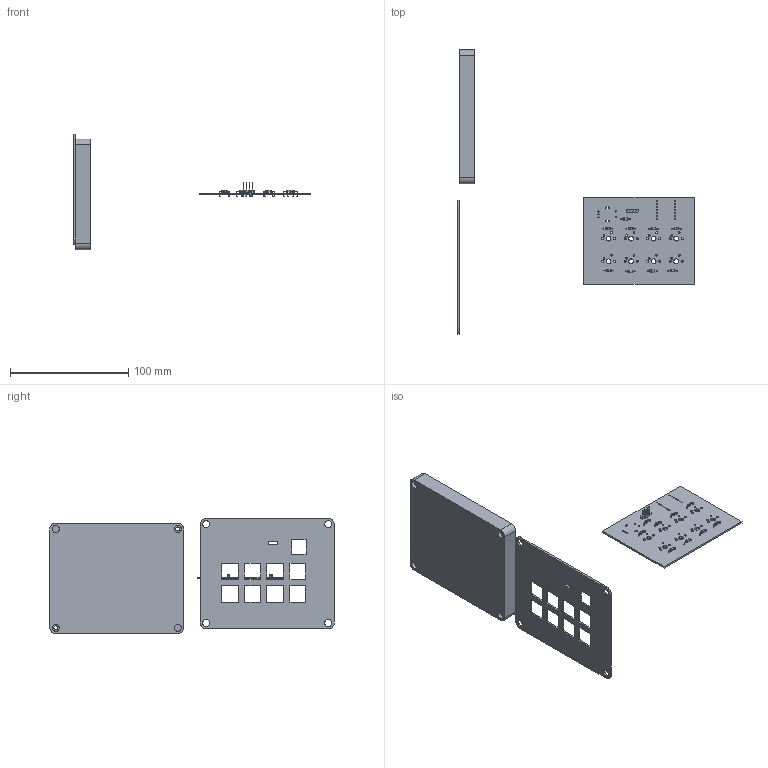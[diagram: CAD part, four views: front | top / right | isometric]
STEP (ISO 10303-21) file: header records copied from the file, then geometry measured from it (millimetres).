
FILE_DESCRIPTION(/* description */ (''),/* implementation_level */ '2;1');
FILE_NAME(/* name */ 'RS Macropad_full.step',/* time_stamp */ '2025-12-15T23:30:20+05:30',/* author */ (''),/* organization */ (''),/* preprocessor_version */ 'ST-DEVELOPER v20.1',/* originating_system */ 'Autodesk Translation Framework v14.21.0.0',/* authorisation */ '');
FILE_SCHEMA (('AUTOMOTIVE_DESIGN { 1 0 10303 214 3 1 1 }'));
Length unit declared in the file: millimetre
Products named in the file (7): 2025-12-13-23-57-41-977; 2025-12-13-23-59-37-514; 2025-12-14-19-45-33-510; 2025-12-14-19-45-33-512; 2025-12-14-19-45-33-513; 2025-12-14-19-45-33-511; 2025-12-14-18-09-11-563
Assembly tree (14 placements, depth 3):
  2025-12-13-23-57-41-977
    2025-12-13-23-59-37-514
    2025-12-14-19-45-33-510
      2025-12-14-19-45-33-511  x9
      2025-12-14-19-45-33-512
      2025-12-14-19-45-33-513
    2025-12-14-18-09-11-563
Bounding box: 199.47 x 240.05 x 97.43 mm (x, y, z)
Volume: 90042 mm3; surface area: 63854.7 mm2
Topology: 22 solids, 22 shells, 453 faces, 1087 edges, 708 vertices
Faces by surface type: plane 228, cylinder 189, torus 36
Full cylindrical faces by diameter (mm): 0.5 x27, 0.8 x18, 0.889 x14, 1 x9, 1.5 x16, 1.7 x16, 2 x18, 2.02 x9, 3.4 x2, 4 x8, 6 x8
Entity records: 10935 total; most frequent: DIRECTION 1847, CARTESIAN_POINT 1773, ORIENTED_EDGE 1726, EDGE_CURVE 863, AXIS2_PLACEMENT_3D 638, LINE 571, VECTOR 571, VERTEX_POINT 564
